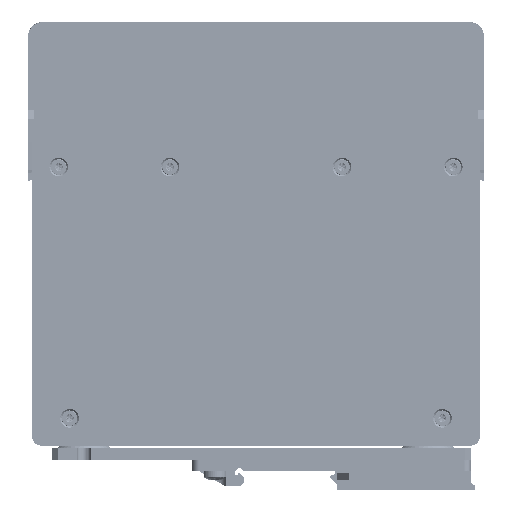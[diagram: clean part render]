
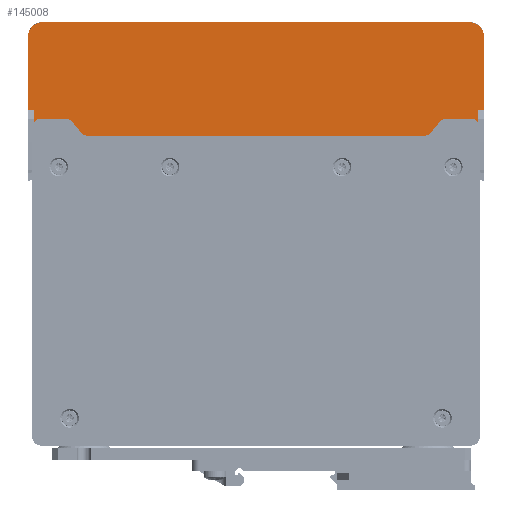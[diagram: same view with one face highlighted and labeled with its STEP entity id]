
A CAD part, left-side view. The second image highlights one B-rep face of the part: STEP entity #145008.
In plain terms, the highlighted face is planar.
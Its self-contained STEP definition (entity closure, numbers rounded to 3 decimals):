
#40197=CARTESIAN_POINT('',(-141.103,1.35,
-79.5));
#40198=CARTESIAN_POINT('',(-141.549,1.35,
-79.5));
#40199=CARTESIAN_POINT('',(-142.407,1.35,
-79.385));
#40200=CARTESIAN_POINT('',(-143.632,1.35,
-78.881));
#40201=CARTESIAN_POINT('',(-144.677,1.35,
-78.077));
#40202=CARTESIAN_POINT('',(-145.481,1.35,
-77.032));
#40203=CARTESIAN_POINT('',(-145.985,1.35,
-75.807));
#40204=CARTESIAN_POINT('',(-146.1,1.35,
-74.949));
#40205=CARTESIAN_POINT('',(-146.1,1.35,
-74.503));
#40207=DIRECTION('',(0.,0.,1.));
#40208=VECTOR('',#40207,149.006);
#40209=CARTESIAN_POINT('',(-146.1,1.35,
-74.503));
#40210=LINE('',#40209,#40208);
#40211=CARTESIAN_POINT('',(-146.1,1.35,
74.503));
#40212=CARTESIAN_POINT('',(-146.1,1.35,
74.949));
#40213=CARTESIAN_POINT('',(-145.985,1.35,
75.807));
#40214=CARTESIAN_POINT('',(-145.48,1.35,
77.032));
#40215=CARTESIAN_POINT('',(-144.677,1.35,
78.077));
#40216=CARTESIAN_POINT('',(-143.632,1.35,
78.88));
#40217=CARTESIAN_POINT('',(-142.407,1.35,
79.385));
#40218=CARTESIAN_POINT('',(-141.549,1.35,
79.5));
#40219=CARTESIAN_POINT('',(-141.103,1.35,
79.5));
#40221=DIRECTION('',(1.,0.,0.));
#40222=VECTOR('',#40221,25.703);
#40223=CARTESIAN_POINT('',(-141.103,1.35,
79.5));
#40224=LINE('',#40223,#40222);
#40225=DIRECTION('',(0.,0.,-1.));
#40226=VECTOR('',#40225,2.);
#40227=CARTESIAN_POINT('',(-115.4,1.35,79.5));
#40228=LINE('',#40227,#40226);
#40229=DIRECTION('',(0.707,0.,-0.707));
#40230=VECTOR('',#40229,6.081);
#40231=CARTESIAN_POINT('',(-110.4,1.35,64.019));
#40232=LINE('',#40231,#40230);
#40233=DIRECTION('',(-0.707,0.,-0.707));
#40234=VECTOR('',#40233,6.081);
#40235=CARTESIAN_POINT('',(-106.1,1.35,-59.719));
#40236=LINE('',#40235,#40234);
#40237=DIRECTION('',(0.,0.,-1.));
#40238=VECTOR('',#40237,2.);
#40239=CARTESIAN_POINT('',(-115.4,1.35,-77.5));
#40240=LINE('',#40239,#40238);
#40241=DIRECTION('',(-1.,0.,0.));
#40242=VECTOR('',#40241,25.703);
#40243=CARTESIAN_POINT('',(-115.4,1.35,-79.5));
#40244=LINE('',#40243,#40242);
#40265=DIRECTION('',(-1.,0.,0.));
#40266=VECTOR('',#40265,5.);
#40267=CARTESIAN_POINT('',(-110.4,1.35,77.5));
#40268=LINE('',#40267,#40266);
#40273=DIRECTION('',(0.,0.,1.));
#40274=VECTOR('',#40273,13.481);
#40275=CARTESIAN_POINT('',(-110.4,1.35,64.019));
#40276=LINE('',#40275,#40274);
#40281=DIRECTION('',(0.,0.,1.));
#40282=VECTOR('',#40281,119.438);
#40283=CARTESIAN_POINT('',(-106.1,1.35,-59.719));
#40284=LINE('',#40283,#40282);
#40297=DIRECTION('',(0.,0.,1.));
#40298=VECTOR('',#40297,13.481);
#40299=CARTESIAN_POINT('',(-110.4,1.35,-77.5));
#40300=LINE('',#40299,#40298);
#40305=DIRECTION('',(1.,0.,0.));
#40306=VECTOR('',#40305,5.);
#40307=CARTESIAN_POINT('',(-115.4,1.35,-77.5));
#40308=LINE('',#40307,#40306);
#64755=CARTESIAN_POINT('',(-146.1,1.35,
-74.503));
#64756=VERTEX_POINT('',#64755);
#64757=VERTEX_POINT('',#40197);
#64758=CARTESIAN_POINT('',(-146.1,1.35,
74.503));
#64759=VERTEX_POINT('',#64758);
#64760=CARTESIAN_POINT('',(-141.103,1.35,
79.5));
#64761=VERTEX_POINT('',#64760);
#64786=CARTESIAN_POINT('',(-115.4,1.35,79.5));
#64787=VERTEX_POINT('',#64786);
#64794=CARTESIAN_POINT('',(-115.4,1.35,-79.5));
#64795=VERTEX_POINT('',#64794);
#64818=CARTESIAN_POINT('',(-115.4,1.35,77.5));
#64819=VERTEX_POINT('',#64818);
#64820=CARTESIAN_POINT('',(-110.4,1.35,77.5));
#64821=VERTEX_POINT('',#64820);
#64822=CARTESIAN_POINT('',(-110.4,1.35,64.019));
#64823=VERTEX_POINT('',#64822);
#64824=CARTESIAN_POINT('',(-106.1,1.35,59.719));
#64825=VERTEX_POINT('',#64824);
#64826=CARTESIAN_POINT('',(-106.1,1.35,-59.719));
#64827=VERTEX_POINT('',#64826);
#64828=CARTESIAN_POINT('',(-110.4,1.35,-64.019));
#64829=VERTEX_POINT('',#64828);
#64830=CARTESIAN_POINT('',(-110.4,1.35,-77.5));
#64831=VERTEX_POINT('',#64830);
#64832=CARTESIAN_POINT('',(-115.4,1.35,-77.5));
#64833=VERTEX_POINT('',#64832);
#144977=CARTESIAN_POINT('',(-104.1,1.35,0.));
#144978=DIRECTION('',(0.,-1.,0.));
#144979=DIRECTION('',(0.,0.,1.));
#144980=AXIS2_PLACEMENT_3D('',#144977,#144978,#144979);
#144981=PLANE('',#144980);
#144982=ORIENTED_EDGE('',*,*,#144679,.T.);
#144984=ORIENTED_EDGE('',*,*,#144983,.T.);
#144985=ORIENTED_EDGE('',*,*,#144963,.T.);
#144986=ORIENTED_EDGE('',*,*,#144944,.T.);
#144988=ORIENTED_EDGE('',*,*,#144987,.T.);
#144990=ORIENTED_EDGE('',*,*,#144989,.F.);
#144992=ORIENTED_EDGE('',*,*,#144991,.F.);
#144994=ORIENTED_EDGE('',*,*,#144993,.T.);
#144996=ORIENTED_EDGE('',*,*,#144995,.F.);
#144998=ORIENTED_EDGE('',*,*,#144997,.T.);
#145000=ORIENTED_EDGE('',*,*,#144999,.F.);
#145002=ORIENTED_EDGE('',*,*,#145001,.F.);
#145004=ORIENTED_EDGE('',*,*,#145003,.T.);
#145005=ORIENTED_EDGE('',*,*,#144633,.T.);
#145006=EDGE_LOOP('',(#144982,#144984,#144985,#144986,#144988,#144990,#144992,
#144994,#144996,#144998,#145000,#145002,#145004,#145005));
#145007=FACE_OUTER_BOUND('',#145006,.F.);
#145008=ADVANCED_FACE('',(#145007),#144981,.T.);
#40206=B_SPLINE_CURVE_WITH_KNOTS('',3,(#40197,#40198,#40199,#40200,#40201,
#40202,#40203,#40204,#40205),.UNSPECIFIED.,.F.,.F.,(4,1,1,1,1,1,4),(0.,
0.167,0.333,0.5,0.667,0.833,
1.),.UNSPECIFIED.);
#40220=B_SPLINE_CURVE_WITH_KNOTS('',3,(#40211,#40212,#40213,#40214,#40215,
#40216,#40217,#40218,#40219),.UNSPECIFIED.,.F.,.F.,(4,1,1,1,1,1,4),(0.,
0.167,0.333,0.5,0.667,0.833,
1.),.UNSPECIFIED.);
#144633=EDGE_CURVE('',#64795,#64757,#40244,.T.);
#144679=EDGE_CURVE('',#64757,#64756,#40206,.T.);
#144944=EDGE_CURVE('',#64761,#64787,#40224,.T.);
#144963=EDGE_CURVE('',#64759,#64761,#40220,.T.);
#144983=EDGE_CURVE('',#64756,#64759,#40210,.T.);
#144987=EDGE_CURVE('',#64787,#64819,#40228,.T.);
#144989=EDGE_CURVE('',#64821,#64819,#40268,.T.);
#144991=EDGE_CURVE('',#64823,#64821,#40276,.T.);
#144993=EDGE_CURVE('',#64823,#64825,#40232,.T.);
#144995=EDGE_CURVE('',#64827,#64825,#40284,.T.);
#144997=EDGE_CURVE('',#64827,#64829,#40236,.T.);
#144999=EDGE_CURVE('',#64831,#64829,#40300,.T.);
#145001=EDGE_CURVE('',#64833,#64831,#40308,.T.);
#145003=EDGE_CURVE('',#64833,#64795,#40240,.T.);
